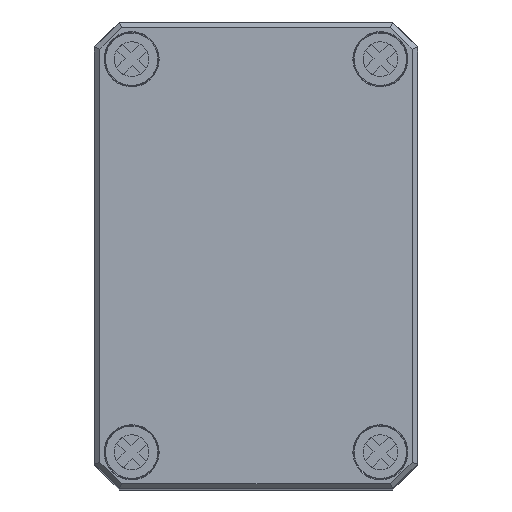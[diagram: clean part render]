
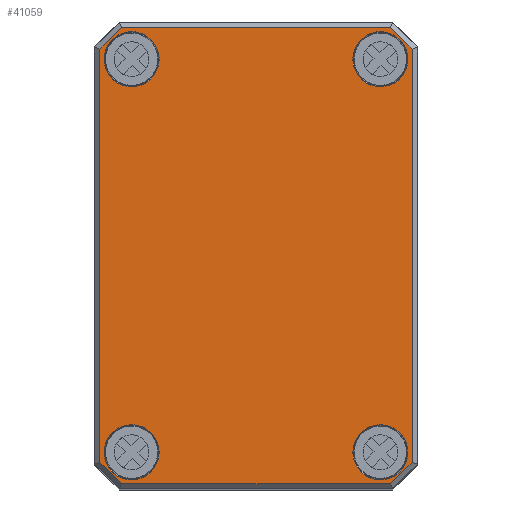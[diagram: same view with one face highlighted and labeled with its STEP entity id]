
A CAD part, top view. The second image highlights one B-rep face of the part: STEP entity #41059.
In plain terms, the highlighted planar face has unit normal (0, 0, 1).
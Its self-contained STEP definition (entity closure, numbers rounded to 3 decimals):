
#1575=CIRCLE('',#43590,5.53);
#1579=CIRCLE('',#43596,5.53);
#1580=CIRCLE('',#43597,5.53);
#1581=CIRCLE('',#43598,5.53);
#2423=FACE_BOUND('',#7786,.T.);
#2424=FACE_BOUND('',#7787,.T.);
#2425=FACE_BOUND('',#7788,.T.);
#2426=FACE_BOUND('',#7789,.T.);
#3162=PLANE('',#43595);
#5145=FACE_OUTER_BOUND('',#7785,.T.);
#7785=EDGE_LOOP('',(#35576,#35577,#35578,#35579,#35580,#35581,#35582,#35583));
#7786=EDGE_LOOP('',(#35584));
#7787=EDGE_LOOP('',(#35585));
#7788=EDGE_LOOP('',(#35586));
#7789=EDGE_LOOP('',(#35587));
#10982=LINE('',#73496,#14106);
#10983=LINE('',#73498,#14107);
#10984=LINE('',#73500,#14108);
#10985=LINE('',#73502,#14109);
#10986=LINE('',#73504,#14110);
#10987=LINE('',#73506,#14111);
#10988=LINE('',#73508,#14112);
#10989=LINE('',#73509,#14113);
#14106=VECTOR('',#51010,10.);
#14107=VECTOR('',#51011,10.);
#14108=VECTOR('',#51012,10.);
#14109=VECTOR('',#51013,10.);
#14110=VECTOR('',#51014,10.);
#14111=VECTOR('',#51015,10.);
#14112=VECTOR('',#51016,10.);
#14113=VECTOR('',#51017,10.);
#19331=VERTEX_POINT('',#73484);
#19334=VERTEX_POINT('',#73494);
#19335=VERTEX_POINT('',#73495);
#19336=VERTEX_POINT('',#73497);
#19337=VERTEX_POINT('',#73499);
#19338=VERTEX_POINT('',#73501);
#19339=VERTEX_POINT('',#73503);
#19340=VERTEX_POINT('',#73505);
#19341=VERTEX_POINT('',#73507);
#19342=VERTEX_POINT('',#73510);
#19343=VERTEX_POINT('',#73512);
#19344=VERTEX_POINT('',#73514);
#24821=EDGE_CURVE('',#19331,#19331,#1575,.T.);
#24826=EDGE_CURVE('',#19334,#19335,#10982,.T.);
#24827=EDGE_CURVE('',#19336,#19334,#10983,.T.);
#24828=EDGE_CURVE('',#19337,#19336,#10984,.T.);
#24829=EDGE_CURVE('',#19338,#19337,#10985,.T.);
#24830=EDGE_CURVE('',#19339,#19338,#10986,.T.);
#24831=EDGE_CURVE('',#19340,#19339,#10987,.T.);
#24832=EDGE_CURVE('',#19341,#19340,#10988,.T.);
#24833=EDGE_CURVE('',#19335,#19341,#10989,.T.);
#24834=EDGE_CURVE('',#19342,#19342,#1579,.T.);
#24835=EDGE_CURVE('',#19343,#19343,#1580,.T.);
#24836=EDGE_CURVE('',#19344,#19344,#1581,.T.);
#35576=ORIENTED_EDGE('',*,*,#24826,.F.);
#35577=ORIENTED_EDGE('',*,*,#24827,.F.);
#35578=ORIENTED_EDGE('',*,*,#24828,.F.);
#35579=ORIENTED_EDGE('',*,*,#24829,.F.);
#35580=ORIENTED_EDGE('',*,*,#24830,.F.);
#35581=ORIENTED_EDGE('',*,*,#24831,.F.);
#35582=ORIENTED_EDGE('',*,*,#24832,.F.);
#35583=ORIENTED_EDGE('',*,*,#24833,.F.);
#35584=ORIENTED_EDGE('',*,*,#24834,.F.);
#35585=ORIENTED_EDGE('',*,*,#24835,.F.);
#35586=ORIENTED_EDGE('',*,*,#24836,.F.);
#35587=ORIENTED_EDGE('',*,*,#24821,.F.);
#41059=ADVANCED_FACE('',(#5145,#2423,#2424,#2425,#2426),#3162,.T.);
#43590=AXIS2_PLACEMENT_3D('',#73485,#50997,#50998);
#43595=AXIS2_PLACEMENT_3D('',#73493,#51008,#51009);
#43596=AXIS2_PLACEMENT_3D('',#73511,#51018,#51019);
#43597=AXIS2_PLACEMENT_3D('',#73513,#51020,#51021);
#43598=AXIS2_PLACEMENT_3D('',#73515,#51022,#51023);
#50997=DIRECTION('center_axis',(0.,0.,1.));
#50998=DIRECTION('ref_axis',(-1.,0.,0.));
#51008=DIRECTION('center_axis',(0.,0.,1.));
#51009=DIRECTION('ref_axis',(1.,0.,0.));
#51010=DIRECTION('',(0.707,-0.707,0.));
#51011=DIRECTION('',(1.,0.,0.));
#51012=DIRECTION('',(0.707,0.707,0.));
#51013=DIRECTION('',(0.,1.,0.));
#51014=DIRECTION('',(-0.707,0.707,0.));
#51015=DIRECTION('',(-1.,0.,0.));
#51016=DIRECTION('',(-0.707,-0.707,0.));
#51017=DIRECTION('',(0.,-1.,0.));
#51018=DIRECTION('center_axis',(0.,0.,1.));
#51019=DIRECTION('ref_axis',(1.,0.,0.));
#51020=DIRECTION('center_axis',(0.,0.,1.));
#51021=DIRECTION('ref_axis',(1.,0.,0.));
#51022=DIRECTION('center_axis',(0.,0.,1.));
#51023=DIRECTION('ref_axis',(-1.,0.,0.));
#73484=CARTESIAN_POINT('',(-19.47,39.5,15.));
#73485=CARTESIAN_POINT('Origin',(-25.,39.5,15.));
#73493=CARTESIAN_POINT('Origin',(0.,0.,
15.));
#73494=CARTESIAN_POINT('',(27.032,45.869,15.));
#73495=CARTESIAN_POINT('',(31.369,41.532,15.));
#73496=CARTESIAN_POINT('',(31.575,41.325,15.));
#73497=CARTESIAN_POINT('',(-27.032,45.869,15.));
#73498=CARTESIAN_POINT('',(-13.75,45.869,15.));
#73499=CARTESIAN_POINT('',(-31.369,41.532,15.));
#73500=CARTESIAN_POINT('',(-34.075,38.825,15.));
#73501=CARTESIAN_POINT('',(-31.369,-41.532,15.));
#73502=CARTESIAN_POINT('',(-31.369,-21.,15.));
#73503=CARTESIAN_POINT('',(-27.032,-45.869,15.));
#73504=CARTESIAN_POINT('',(-31.575,-41.325,15.));
#73505=CARTESIAN_POINT('',(27.032,-45.869,15.));
#73506=CARTESIAN_POINT('',(13.75,-45.869,15.));
#73507=CARTESIAN_POINT('',(31.369,-41.532,15.));
#73508=CARTESIAN_POINT('',(34.075,-38.825,15.));
#73509=CARTESIAN_POINT('',(31.369,21.,15.));
#73510=CARTESIAN_POINT('',(30.53,39.5,15.));
#73511=CARTESIAN_POINT('Origin',(25.,39.5,15.));
#73512=CARTESIAN_POINT('',(30.53,-39.5,15.));
#73513=CARTESIAN_POINT('Origin',(25.,-39.5,15.));
#73514=CARTESIAN_POINT('',(-19.47,-39.5,15.));
#73515=CARTESIAN_POINT('Origin',(-25.,-39.5,15.));
